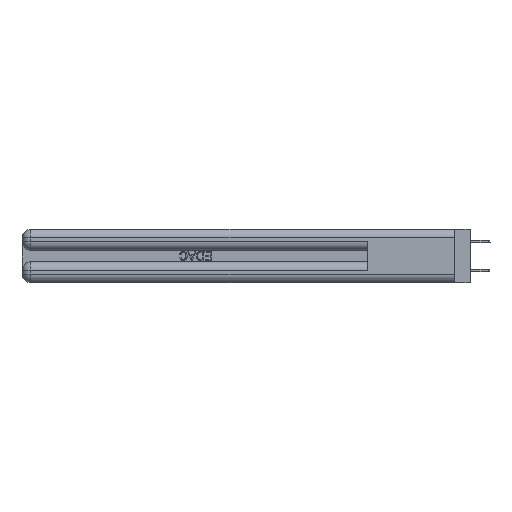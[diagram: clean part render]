
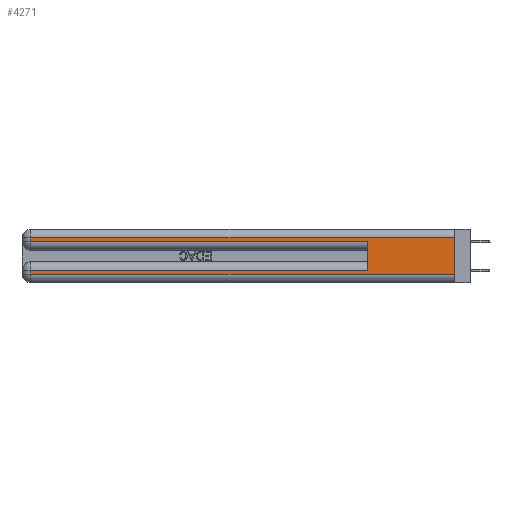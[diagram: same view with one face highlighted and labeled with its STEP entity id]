
A CAD part, left-side view. The second image highlights one B-rep face of the part: STEP entity #4271.
In plain terms, the highlighted planar face has unit normal (-1, 0, 0).
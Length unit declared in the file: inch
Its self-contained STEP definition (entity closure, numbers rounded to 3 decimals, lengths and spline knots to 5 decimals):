
#1251 = CARTESIAN_POINT ( 'NONE',  ( 0., 0., 0.06 ) ) ;
#2003 = CARTESIAN_POINT ( 'NONE',  ( 0., 0., 0.085 ) ) ;
#2670 = CARTESIAN_POINT ( 'NONE',  ( 0., 0.6, 0.145 ) ) ;
#3314 = DIRECTION ( 'NONE',  ( 0., 0., 1. ) ) ;
#3403 = CARTESIAN_POINT ( 'NONE',  ( 0., 2.94, 0.37 ) ) ;
#3772 = ORIENTED_EDGE ( 'NONE', *, *, #35701, .T. ) ;
#3834 = CARTESIAN_POINT ( 'NONE',  ( 0., 2.94, 0.085 ) ) ;
#3894 = VERTEX_POINT ( 'NONE', #24950 ) ;
#3924 = CARTESIAN_POINT ( 'NONE',  ( 0., 2.94, 0.285 ) ) ;
#4002 = EDGE_CURVE ( 'NONE', #12677, #36983, #8827, .T. ) ;
#4271 = ADVANCED_FACE ( 'NONE', ( #9190 ), #5721, .F. ) ;
#4946 = LINE ( 'NONE', #1251, #8335 ) ;
#5721 = PLANE ( 'NONE',  #27179 ) ;
#6792 = CARTESIAN_POINT ( 'NONE',  ( 0., 2.94, 0.31 ) ) ;
#7087 = VERTEX_POINT ( 'NONE', #11298 ) ;
#7361 = VECTOR ( 'NONE', #21393, 39.37008 ) ;
#7635 = VECTOR ( 'NONE', #32106, 39.37008 ) ;
#8335 = VECTOR ( 'NONE', #11903, 39.37008 ) ;
#8827 = LINE ( 'NONE', #22143, #7635 ) ;
#9190 = FACE_OUTER_BOUND ( 'NONE', #34783, .T. ) ;
#9904 = CARTESIAN_POINT ( 'NONE',  ( 0., 0., 0.285 ) ) ;
#10119 = ORIENTED_EDGE ( 'NONE', *, *, #18581, .T. ) ;
#10162 = EDGE_CURVE ( 'NONE', #11372, #3894, #26485, .T. ) ;
#11298 = CARTESIAN_POINT ( 'NONE',  ( 0., 2.94, 0.06 ) ) ;
#11341 = LINE ( 'NONE', #2003, #7361 ) ;
#11372 = VERTEX_POINT ( 'NONE', #3924 ) ;
#11755 = VECTOR ( 'NONE', #24005, 39.37008 ) ;
#11903 = DIRECTION ( 'NONE',  ( 0., -1., 0. ) ) ;
#12263 = ORIENTED_EDGE ( 'NONE', *, *, #15131, .T. ) ;
#12677 = VERTEX_POINT ( 'NONE', #42785 ) ;
#12948 = DIRECTION ( 'NONE',  ( 0., 0., -1. ) ) ;
#13600 = ORIENTED_EDGE ( 'NONE', *, *, #4002, .T. ) ;
#14989 = LINE ( 'NONE', #38248, #15006 ) ;
#15006 = VECTOR ( 'NONE', #41477, 39.37008 ) ;
#15131 = EDGE_CURVE ( 'NONE', #7087, #29696, #4946, .T. ) ;
#16443 = LINE ( 'NONE', #37036, #24925 ) ;
#16886 = DIRECTION ( 'NONE',  ( 0., 0., -1. ) ) ;
#18356 = CARTESIAN_POINT ( 'NONE',  ( 0., 0., 0.37 ) ) ;
#18581 = EDGE_CURVE ( 'NONE', #32863, #7087, #32115, .T. ) ;
#19444 = CARTESIAN_POINT ( 'NONE',  ( 0., 0.6, 0.085 ) ) ;
#20426 = CARTESIAN_POINT ( 'NONE',  ( 0., 0., 0.06 ) ) ;
#21393 = DIRECTION ( 'NONE',  ( 0., 1., 0. ) ) ;
#22143 = CARTESIAN_POINT ( 'NONE',  ( 0., 0., 0.31 ) ) ;
#24005 = DIRECTION ( 'NONE',  ( 0., -1., 0. ) ) ;
#24925 = VECTOR ( 'NONE', #16886, 39.37008 ) ;
#24950 = CARTESIAN_POINT ( 'NONE',  ( 0., 0.6, 0.285 ) ) ;
#24974 = ORIENTED_EDGE ( 'NONE', *, *, #35473, .T. ) ;
#26097 = VERTEX_POINT ( 'NONE', #19444 ) ;
#26485 = LINE ( 'NONE', #9904, #11755 ) ;
#27179 = AXIS2_PLACEMENT_3D ( 'NONE', #18356, #28136, #41324 ) ;
#28136 = DIRECTION ( 'NONE',  ( 1., 0., 0. ) ) ;
#29337 = EDGE_CURVE ( 'NONE', #12677, #29696, #16443, .T. ) ;
#29696 = VERTEX_POINT ( 'NONE', #20426 ) ;
#30874 = VECTOR ( 'NONE', #3314, 39.37008 ) ;
#31604 = ORIENTED_EDGE ( 'NONE', *, *, #33266, .F. ) ;
#32106 = DIRECTION ( 'NONE',  ( 0., 1., 0. ) ) ;
#32115 = LINE ( 'NONE', #3403, #34195 ) ;
#32863 = VERTEX_POINT ( 'NONE', #3834 ) ;
#33266 = EDGE_CURVE ( 'NONE', #26097, #3894, #38520, .T. ) ;
#34195 = VECTOR ( 'NONE', #12948, 39.37008 ) ;
#34783 = EDGE_LOOP ( 'NONE', ( #35147, #13600, #3772, #34889, #31604, #24974, #10119, #12263 ) ) ;
#34889 = ORIENTED_EDGE ( 'NONE', *, *, #10162, .T. ) ;
#35147 = ORIENTED_EDGE ( 'NONE', *, *, #29337, .F. ) ;
#35473 = EDGE_CURVE ( 'NONE', #26097, #32863, #11341, .T. ) ;
#35701 = EDGE_CURVE ( 'NONE', #36983, #11372, #14989, .T. ) ;
#36983 = VERTEX_POINT ( 'NONE', #6792 ) ;
#37036 = CARTESIAN_POINT ( 'NONE',  ( 0., 0., 0.37 ) ) ;
#38248 = CARTESIAN_POINT ( 'NONE',  ( 0., 2.94, 0.37 ) ) ;
#38520 = LINE ( 'NONE', #2670, #30874 ) ;
#41324 = DIRECTION ( 'NONE',  ( 0., 0., -1. ) ) ;
#41477 = DIRECTION ( 'NONE',  ( 0., 0., -1. ) ) ;
#42785 = CARTESIAN_POINT ( 'NONE',  ( 0., 0., 0.31 ) ) ;
